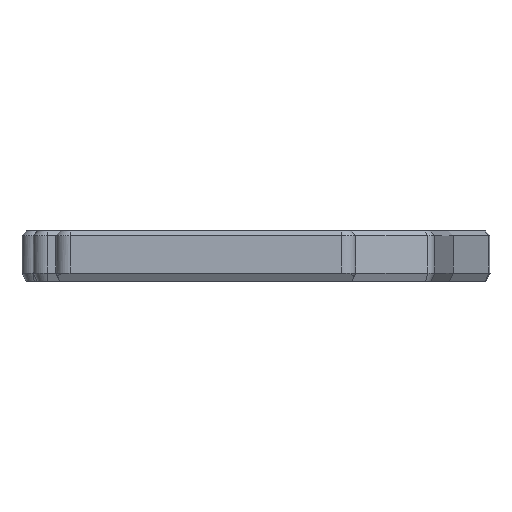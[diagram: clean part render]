
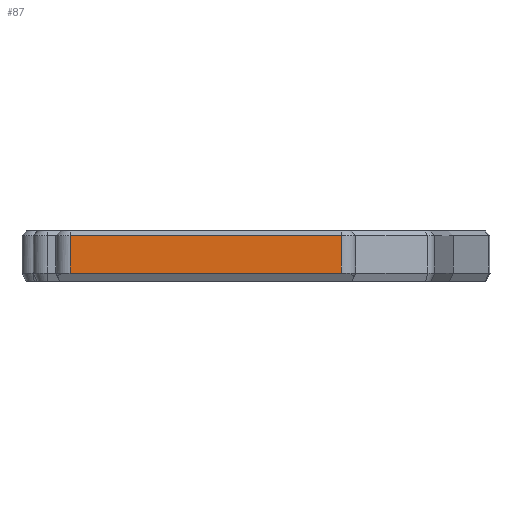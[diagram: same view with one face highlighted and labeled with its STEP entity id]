
A CAD part, left-side view. The second image highlights one B-rep face of the part: STEP entity #87.
In plain terms, the highlighted planar face has unit normal (-1, 0, 0).
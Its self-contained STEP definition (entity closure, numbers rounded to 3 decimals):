
#87=ADVANCED_FACE('',(#245),#2435,.T.);
#245=FACE_OUTER_BOUND('',#408,.T.);
#408=EDGE_LOOP('',(#771,#772,#773,#774));
#771=ORIENTED_EDGE('',*,*,#1477,.F.);
#772=ORIENTED_EDGE('',*,*,#1478,.F.);
#773=ORIENTED_EDGE('',*,*,#1474,.T.);
#774=ORIENTED_EDGE('',*,*,#1336,.F.);
#1336=EDGE_CURVE('',#2116,#2117,#1867,.T.);
#1474=EDGE_CURVE('',#2248,#2117,#1955,.T.);
#1477=EDGE_CURVE('',#2250,#2116,#1766,.T.);
#1478=EDGE_CURVE('',#2248,#2250,#1956,.T.);
#1766=(
BOUNDED_CURVE()
B_SPLINE_CURVE(1,(#3822,#3823),.UNSPECIFIED.,.F.,.F.)
B_SPLINE_CURVE_WITH_KNOTS((2,2),(1.,8.9),.UNSPECIFIED.)
CURVE()
GEOMETRIC_REPRESENTATION_ITEM()
RATIONAL_B_SPLINE_CURVE((1.,1.))
REPRESENTATION_ITEM('')
);
#1867=B_SPLINE_CURVE_WITH_KNOTS('',1,(#3378,#3379),.UNSPECIFIED.,.F.,.F.,
(2,2),(509.5,546.868),.UNSPECIFIED.);
#1955=B_SPLINE_CURVE_WITH_KNOTS('',1,(#3815,#3816),.UNSPECIFIED.,.F.,.F.,
(2,2),(1.,8.9),.UNSPECIFIED.);
#1956=B_SPLINE_CURVE_WITH_KNOTS('',1,(#3824,#3825),.UNSPECIFIED.,.F.,.F.,
(2,2),(0.,57.154),.UNSPECIFIED.);
#2116=VERTEX_POINT('',#3095);
#2117=VERTEX_POINT('',#3096);
#2248=VERTEX_POINT('',#3227);
#2250=VERTEX_POINT('',#3229);
#2435=PLANE('',#2567);
#2567=AXIS2_PLACEMENT_3D('',#2869,#2706,$);
#2706=DIRECTION('',(-1.,0.,0.));
#2869=CARTESIAN_POINT('',(-451.955,339.532,11.18));
#3095=CARTESIAN_POINT('',(-451.955,339.532,3.28));
#3096=CARTESIAN_POINT('',(-451.955,396.685,3.28));
#3227=CARTESIAN_POINT('',(-451.955,396.685,11.18));
#3229=CARTESIAN_POINT('',(-451.955,339.532,11.18));
#3378=CARTESIAN_POINT('',(-451.955,339.532,3.28));
#3379=CARTESIAN_POINT('',(-451.955,396.685,3.28));
#3815=CARTESIAN_POINT('',(-451.955,396.685,11.18));
#3816=CARTESIAN_POINT('',(-451.955,396.685,3.28));
#3822=CARTESIAN_POINT('',(-451.955,339.532,11.18));
#3823=CARTESIAN_POINT('',(-451.955,339.532,3.28));
#3824=CARTESIAN_POINT('',(-451.955,396.685,11.18));
#3825=CARTESIAN_POINT('',(-451.955,339.532,11.18));
